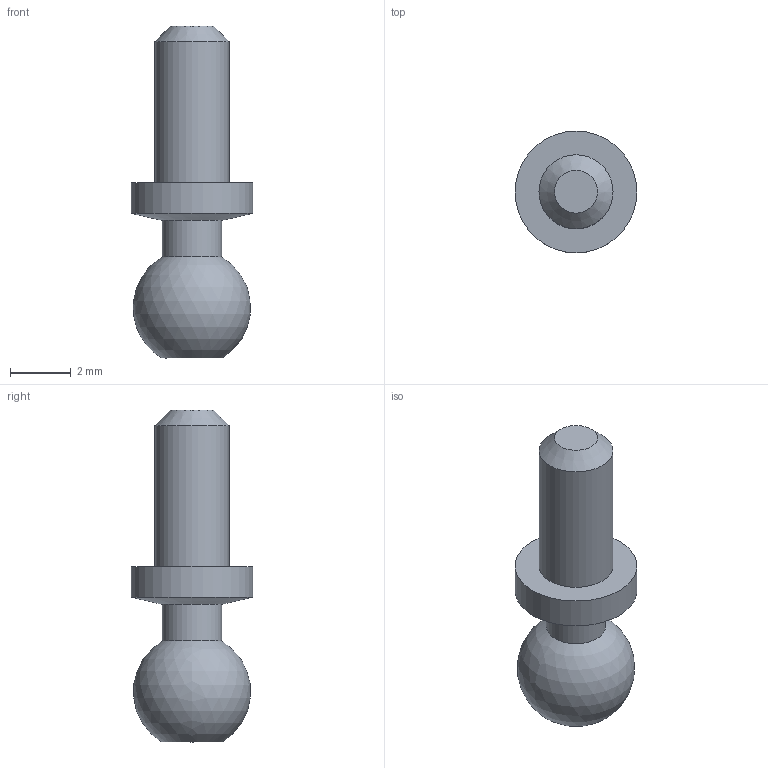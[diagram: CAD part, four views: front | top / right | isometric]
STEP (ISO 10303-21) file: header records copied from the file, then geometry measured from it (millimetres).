
FILE_DESCRIPTION(/* description */ (''),/* implementation_level */ '2;1');
FILE_NAME(/* name */ 'Ball-head_screw_v3.step',/* time_stamp */ '2022-03-24T13:11:38+04:00',/* author */ (''),/* organization */ (''),/* preprocessor_version */ 'ST-DEVELOPER v18.1',/* originating_system */ 'Autodesk Translation Framework v10.13.0.1454',/* authorisation */ '');
FILE_SCHEMA (('AUTOMOTIVE_DESIGN { 1 0 10303 214 3 1 1 }'));
Length unit declared in the file: millimetre
Products named in the file (1): Ball-head screw
Bounding box: 4 x 4 x 10.9 mm (x, y, z)
Volume: 67.2 mm3; surface area: 130.2 mm2
Topology: 1 solids, 1 shells, 16 faces, 34 edges, 22 vertices
Faces by surface type: plane 10, cylinder 3, cone 2, sphere 1
Full cylindrical faces by diameter (mm): 1.95 x1, 2.43 x1, 4 x1
Entity records: 466 total; most frequent: DIRECTION 79, CARTESIAN_POINT 73, ORIENTED_EDGE 68, EDGE_CURVE 34, AXIS2_PLACEMENT_3D 28, LINE 23, VECTOR 23, VERTEX_POINT 22
